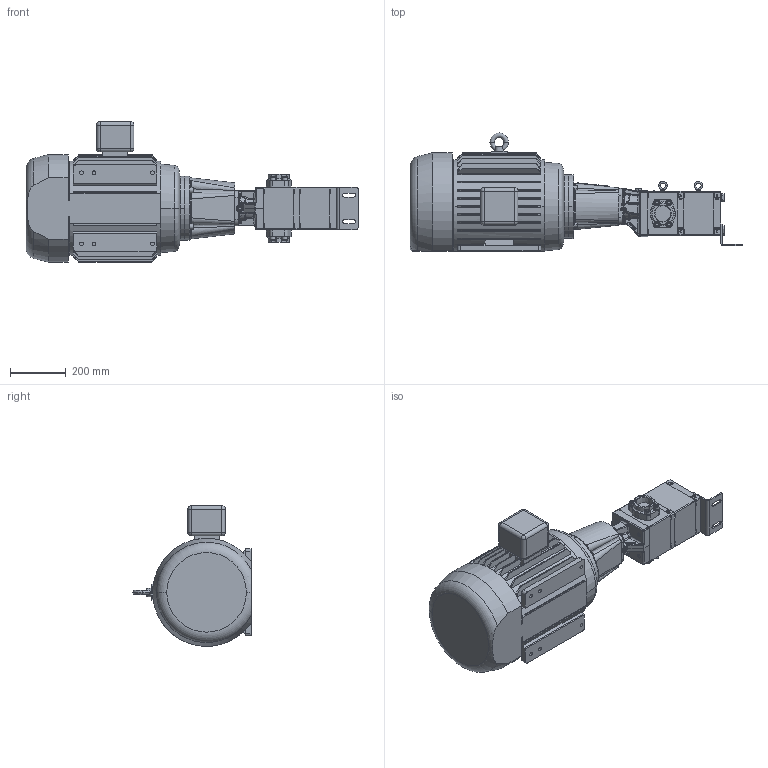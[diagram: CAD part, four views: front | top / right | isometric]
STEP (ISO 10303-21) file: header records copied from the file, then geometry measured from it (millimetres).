
FILE_DESCRIPTION (( 'STEP AP214' ), '1' );
FILE_NAME ('GPV-1018-030-U.STEP', '2021-08-18T18:32:05', ( '' ), ( '' ), 'SwSTEP 2.0', 'SolidWorks 2020', '' );
FILE_SCHEMA (( 'AUTOMOTIVE_DESIGN' ));
Length unit declared in the file: inch
Products named in the file (1): GPV-1018-030-U
Bounding box: 1186.21 x 421.73 x 503.17 mm (x, y, z)
Volume: 67914500.3 mm3; surface area: 1847350.3 mm2
Topology: 1 solids, 1 shells, 3651 faces, 9566 edges, 6163 vertices
Faces by surface type: plane 2016, bspline 935, cylinder 388, cone 242, sphere 40, torus 30
Entity records: 169429 total; most frequent: CARTESIAN_POINT 59838, ORIENTED_EDGE 19084, DIRECTION 13791, EDGE_CURVE 9542, VERTEX_POINT 6163, VECTOR 6053, LINE 6053, EDGE_LOOP 3951
